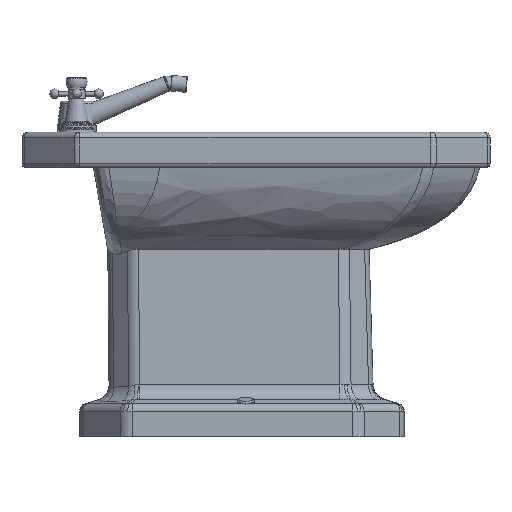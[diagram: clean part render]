
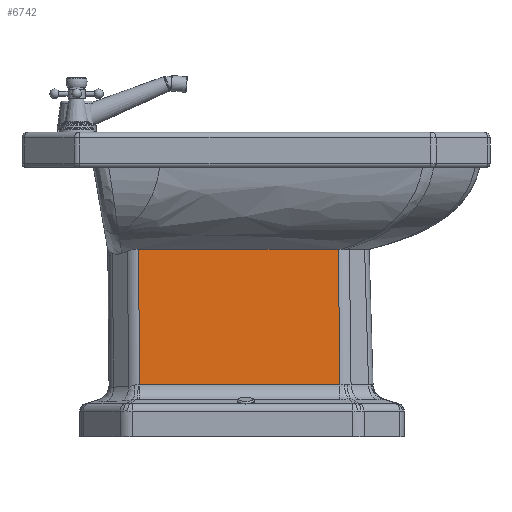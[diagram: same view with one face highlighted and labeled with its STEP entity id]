
A CAD part, left-side view. The second image highlights one B-rep face of the part: STEP entity #6742.
In plain terms, the highlighted face is planar.
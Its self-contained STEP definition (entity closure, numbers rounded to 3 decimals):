
#3266=CARTESIAN_POINT('',(-407.623,85.462,-278.775));
#3267=VERTEX_POINT('',#3266);
#3300=CARTESIAN_POINT('',(-150.87,85.462,-278.775));
#3301=VERTEX_POINT('',#3300);
#3318=CARTESIAN_POINT('',(-407.623,85.462,-278.775));
#3319=DIRECTION('',(1.0,0.0,0.0));
#3320=VECTOR('',#3319,256.752);
#3321=LINE('',#3318,#3320);
#3322=EDGE_CURVE('',#3267,#3301,#3321,.T.);
#6362=CARTESIAN_POINT('',(-149.287,80.394,-105.0));
#6363=VERTEX_POINT('',#6362);
#6381=CARTESIAN_POINT('',(-405.507,80.394,-105.0));
#6382=VERTEX_POINT('',#6381);
#6383=CARTESIAN_POINT('',(-149.287,80.394,-105.0));
#6384=DIRECTION('',(-1.0,0.0,0.0));
#6385=VECTOR('',#6384,256.219);
#6386=LINE('',#6383,#6385);
#6387=EDGE_CURVE('',#6363,#6382,#6386,.T.);
#6713=CARTESIAN_POINT('',(-150.87,85.462,-278.775));
#6714=DIRECTION('',(0.009,-0.029,1.));
#6715=VECTOR('',#6714,173.857);
#6716=LINE('',#6713,#6715);
#6717=EDGE_CURVE('',#3301,#6363,#6716,.T.);
#6726=CARTESIAN_POINT('',(-416.774,87.394,-345.0));
#6727=DIRECTION('',(0.,-1.,-0.029));
#6728=DIRECTION('',(0.,0.029,-1.));
#6729=AXIS2_PLACEMENT_3D('',#6726,#6727,#6728);
#6730=PLANE('',#6729);
#6731=ORIENTED_EDGE('',*,*,#3322,.F.);
#6732=CARTESIAN_POINT('',(-405.507,80.394,-105.0));
#6733=DIRECTION('',(-0.012,0.029,-1.));
#6734=VECTOR('',#6733,173.862);
#6735=LINE('',#6732,#6734);
#6736=EDGE_CURVE('',#6382,#3267,#6735,.T.);
#6737=ORIENTED_EDGE('',*,*,#6736,.F.);
#6738=ORIENTED_EDGE('',*,*,#6387,.F.);
#6739=ORIENTED_EDGE('',*,*,#6717,.F.);
#6740=EDGE_LOOP('',(#6731,#6737,#6738,#6739));
#6741=FACE_OUTER_BOUND('',#6740,.T.);
#6742=ADVANCED_FACE('',(#6741),#6730,.F.);
